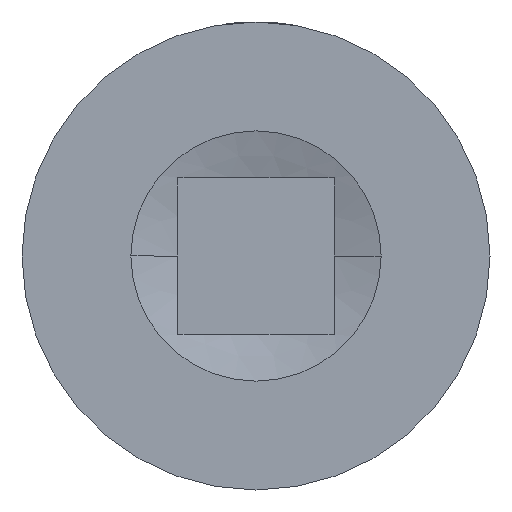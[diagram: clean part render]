
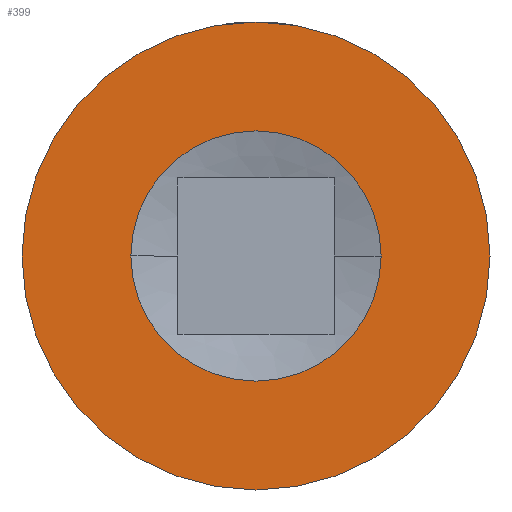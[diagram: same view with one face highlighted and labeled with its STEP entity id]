
A CAD part, front view. The second image highlights one B-rep face of the part: STEP entity #399.
In plain terms, the highlighted planar face has unit normal (0, -1, 0).
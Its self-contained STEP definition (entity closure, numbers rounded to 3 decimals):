
#75 = CIRCLE ( 'NONE', #1266, 10.16 ) ;
#154 = CARTESIAN_POINT ( 'NONE',  ( 19., 0., 0. ) ) ;
#213 = DIRECTION ( 'NONE',  ( 0., -1., 0. ) ) ;
#227 = CARTESIAN_POINT ( 'NONE',  ( 0., 0., 0. ) ) ;
#342 = DIRECTION ( 'NONE',  ( 1., 0., 0. ) ) ;
#399 = ADVANCED_FACE ( 'NONE', ( #962, #1628 ), #1232, .T. ) ;
#403 = EDGE_LOOP ( 'NONE', ( #1025, #948 ) ) ;
#422 = EDGE_CURVE ( 'NONE', #1274, #760, #75, .T. ) ;
#563 = VERTEX_POINT ( 'NONE', #154 ) ;
#609 = CARTESIAN_POINT ( 'NONE',  ( -10.16, 0., 0. ) ) ;
#653 = AXIS2_PLACEMENT_3D ( 'NONE', #689, #816, #1320 ) ;
#689 = CARTESIAN_POINT ( 'NONE',  ( 0., 0., 0. ) ) ;
#738 = DIRECTION ( 'NONE',  ( 1., 0., 0. ) ) ;
#751 = CARTESIAN_POINT ( 'NONE',  ( 10.16, 0., 0. ) ) ;
#760 = VERTEX_POINT ( 'NONE', #609 ) ;
#816 = DIRECTION ( 'NONE',  ( 0., -1., 0. ) ) ;
#846 = AXIS2_PLACEMENT_3D ( 'NONE', #1348, #1206, #870 ) ;
#852 = EDGE_CURVE ( 'NONE', #563, #981, #1156, .T. ) ;
#870 = DIRECTION ( 'NONE',  ( 1., 0., 0. ) ) ;
#948 = ORIENTED_EDGE ( 'NONE', *, *, #1001, .F. ) ;
#962 = FACE_OUTER_BOUND ( 'NONE', #1606, .T. ) ;
#981 = VERTEX_POINT ( 'NONE', #1161 ) ;
#1001 = EDGE_CURVE ( 'NONE', #760, #1274, #1053, .T. ) ;
#1012 = DIRECTION ( 'NONE',  ( 1., 0., 0. ) ) ;
#1025 = ORIENTED_EDGE ( 'NONE', *, *, #422, .F. ) ;
#1053 = CIRCLE ( 'NONE', #653, 10.16 ) ;
#1156 = CIRCLE ( 'NONE', #1395, 19. ) ;
#1161 = CARTESIAN_POINT ( 'NONE',  ( -19., 0., 0. ) ) ;
#1185 = CIRCLE ( 'NONE', #1210, 19. ) ;
#1206 = DIRECTION ( 'NONE',  ( 0., -1., 0. ) ) ;
#1210 = AXIS2_PLACEMENT_3D ( 'NONE', #1603, #213, #342 ) ;
#1232 = PLANE ( 'NONE',  #846 ) ;
#1266 = AXIS2_PLACEMENT_3D ( 'NONE', #227, #1501, #738 ) ;
#1274 = VERTEX_POINT ( 'NONE', #751 ) ;
#1320 = DIRECTION ( 'NONE',  ( 1., 0., 0. ) ) ;
#1348 = CARTESIAN_POINT ( 'NONE',  ( 10.16, 0., 0. ) ) ;
#1366 = ORIENTED_EDGE ( 'NONE', *, *, #1457, .T. ) ;
#1379 = CARTESIAN_POINT ( 'NONE',  ( 0., 0., 0. ) ) ;
#1391 = ORIENTED_EDGE ( 'NONE', *, *, #852, .T. ) ;
#1395 = AXIS2_PLACEMENT_3D ( 'NONE', #1379, #1534, #1012 ) ;
#1457 = EDGE_CURVE ( 'NONE', #981, #563, #1185, .T. ) ;
#1501 = DIRECTION ( 'NONE',  ( 0., -1., 0. ) ) ;
#1534 = DIRECTION ( 'NONE',  ( 0., -1., 0. ) ) ;
#1603 = CARTESIAN_POINT ( 'NONE',  ( 0., 0., 0. ) ) ;
#1606 = EDGE_LOOP ( 'NONE', ( #1391, #1366 ) ) ;
#1628 = FACE_BOUND ( 'NONE', #403, .T. ) ;
